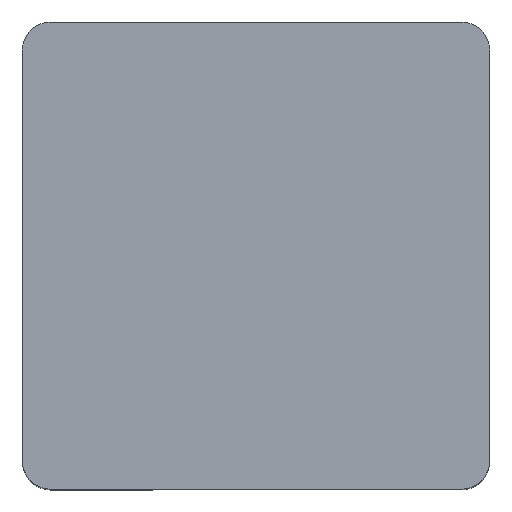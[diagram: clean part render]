
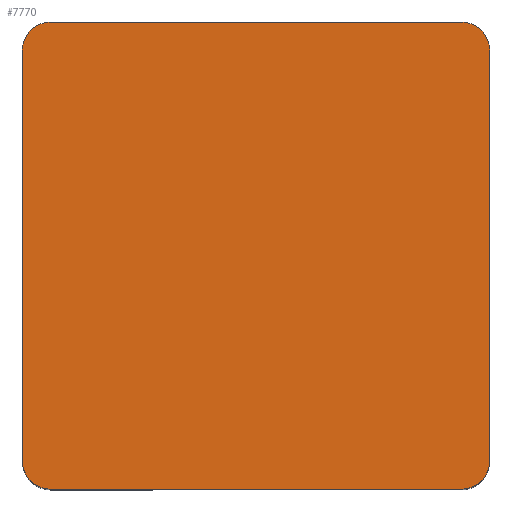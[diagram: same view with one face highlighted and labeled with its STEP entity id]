
A CAD part, top view. The second image highlights one B-rep face of the part: STEP entity #7770.
In plain terms, the highlighted planar face has unit normal (0, 0, 1).
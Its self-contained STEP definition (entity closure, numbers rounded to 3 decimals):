
#946=CIRCLE('',#8586,30.);
#951=CIRCLE('',#8594,30.);
#952=CIRCLE('',#8597,30.);
#953=CIRCLE('',#8599,30.);
#1581=FACE_OUTER_BOUND('',#2132,.T.);
#2132=EDGE_LOOP('',(#6418,#6419,#6420,#6421,#6422,#6423,#6424,#6425));
#2670=LINE('',#13256,#3218);
#2676=LINE('',#13277,#3224);
#2680=LINE('',#13288,#3228);
#2681=LINE('',#13290,#3229);
#3218=VECTOR('',#10220,10.);
#3224=VECTOR('',#10240,10.);
#3228=VECTOR('',#10254,10.);
#3229=VECTOR('',#10257,10.);
#3908=VERTEX_POINT('',#13243);
#3909=VERTEX_POINT('',#13244);
#3913=VERTEX_POINT('',#13254);
#3919=VERTEX_POINT('',#13270);
#3920=VERTEX_POINT('',#13272);
#3921=VERTEX_POINT('',#13276);
#3922=VERTEX_POINT('',#13280);
#3923=VERTEX_POINT('',#13284);
#4802=EDGE_CURVE('',#3908,#3909,#946,.T.);
#4808=EDGE_CURVE('',#3908,#3913,#2670,.T.);
#4816=EDGE_CURVE('',#3919,#3920,#951,.T.);
#4818=EDGE_CURVE('',#3921,#3920,#2676,.T.);
#4820=EDGE_CURVE('',#3921,#3922,#952,.T.);
#4823=EDGE_CURVE('',#3923,#3913,#953,.T.);
#4824=EDGE_CURVE('',#3922,#3923,#2680,.T.);
#4825=EDGE_CURVE('',#3909,#3919,#2681,.T.);
#6418=ORIENTED_EDGE('',*,*,#4802,.F.);
#6419=ORIENTED_EDGE('',*,*,#4808,.T.);
#6420=ORIENTED_EDGE('',*,*,#4823,.F.);
#6421=ORIENTED_EDGE('',*,*,#4824,.F.);
#6422=ORIENTED_EDGE('',*,*,#4820,.F.);
#6423=ORIENTED_EDGE('',*,*,#4818,.T.);
#6424=ORIENTED_EDGE('',*,*,#4816,.F.);
#6425=ORIENTED_EDGE('',*,*,#4825,.F.);
#7452=PLANE('',#8601);
#7770=ADVANCED_FACE('',(#1581),#7452,.T.);
#8586=AXIS2_PLACEMENT_3D('',#13245,#10210,#10211);
#8594=AXIS2_PLACEMENT_3D('',#13273,#10235,#10236);
#8597=AXIS2_PLACEMENT_3D('',#13281,#10244,#10245);
#8599=AXIS2_PLACEMENT_3D('',#13286,#10250,#10251);
#8601=AXIS2_PLACEMENT_3D('',#13289,#10255,#10256);
#10210=DIRECTION('center_axis',(0.,0.,-1.));
#10211=DIRECTION('ref_axis',(0.707,0.707,0.));
#10220=DIRECTION('',(-1.,0.,0.));
#10235=DIRECTION('center_axis',(0.,0.,-1.));
#10236=DIRECTION('ref_axis',(0.707,-0.707,0.));
#10240=DIRECTION('',(1.,0.,0.));
#10244=DIRECTION('center_axis',(0.,0.,-1.));
#10245=DIRECTION('ref_axis',(-0.707,-0.707,0.));
#10250=DIRECTION('center_axis',(0.,0.,-1.));
#10251=DIRECTION('ref_axis',(-0.707,0.707,0.));
#10254=DIRECTION('',(0.,1.,0.));
#10255=DIRECTION('center_axis',(0.,0.,1.));
#10256=DIRECTION('ref_axis',(0.,-1.,0.));
#10257=DIRECTION('',(0.,-1.,0.));
#13243=CARTESIAN_POINT('',(220.,250.,500.));
#13244=CARTESIAN_POINT('',(250.,220.,500.));
#13245=CARTESIAN_POINT('Origin',(220.,220.,500.));
#13254=CARTESIAN_POINT('',(-220.,250.,500.));
#13256=CARTESIAN_POINT('',(0.,250.,500.));
#13270=CARTESIAN_POINT('',(250.,-220.,500.));
#13272=CARTESIAN_POINT('',(220.,-250.,500.));
#13273=CARTESIAN_POINT('Origin',(220.,-220.,500.));
#13276=CARTESIAN_POINT('',(-220.,-250.,500.));
#13277=CARTESIAN_POINT('',(0.,-250.,500.));
#13280=CARTESIAN_POINT('',(-250.,-220.,500.));
#13281=CARTESIAN_POINT('Origin',(-220.,-220.,500.));
#13284=CARTESIAN_POINT('',(-250.,220.,500.));
#13286=CARTESIAN_POINT('Origin',(-220.,220.,500.));
#13288=CARTESIAN_POINT('',(-250.,-250.,500.));
#13289=CARTESIAN_POINT('Origin',(0.,250.,500.));
#13290=CARTESIAN_POINT('',(250.,-250.,500.));
